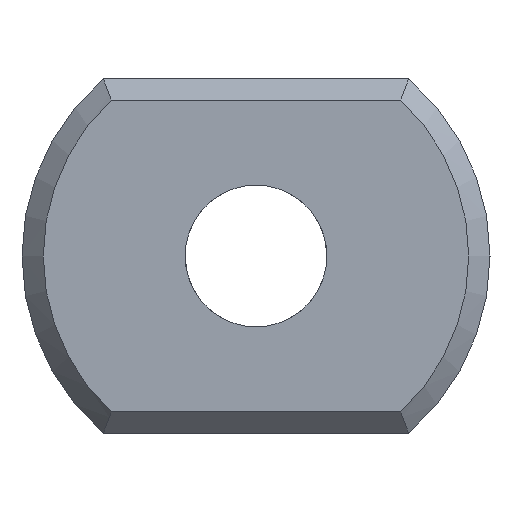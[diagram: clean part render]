
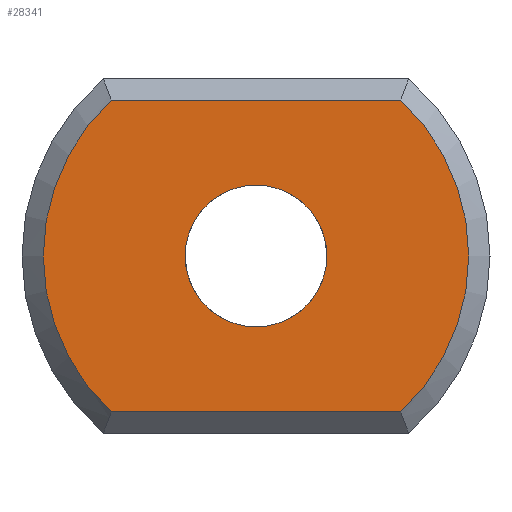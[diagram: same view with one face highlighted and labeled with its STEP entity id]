
A CAD part, left-side view. The second image highlights one B-rep face of the part: STEP entity #28341.
In plain terms, the highlighted planar face has unit normal (-1, 0, 0).
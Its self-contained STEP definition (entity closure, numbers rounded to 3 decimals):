
#128 = CONICAL_SURFACE('',#129,3.3,0.785);
#129 = AXIS2_PLACEMENT_3D('',#130,#131,#132);
#130 = CARTESIAN_POINT('',(0.3,0.,0.));
#131 = DIRECTION('',(1.,0.,0.));
#132 = DIRECTION('',(0.,-0.653,0.758)
  );
#214 = PLANE('',#215);
#215 = AXIS2_PLACEMENT_3D('',#216,#217,#218);
#216 = CARTESIAN_POINT('',(0.15,-2.154,2.35));
#217 = DIRECTION('',(0.707,0.,-0.707)
  );
#218 = DIRECTION('',(0.,-1.,0.));
#10377 = VERTEX_POINT('',#10378);
#10378 = CARTESIAN_POINT('',(0.,-2.04,2.2));
#10405 = VERTEX_POINT('',#10406);
#10406 = CARTESIAN_POINT('',(0.,-2.04,-2.2));
#10424 = PLANE('',#10425);
#10425 = AXIS2_PLACEMENT_3D('',#10426,#10427,#10428);
#10426 = CARTESIAN_POINT('',(0.15,-2.154,-2.35));
#10427 = DIRECTION('',(-0.707,0.,
    -0.707));
#10428 = DIRECTION('',(0.,-1.,0.));
#10436 = EDGE_CURVE('',#10377,#10405,#10437,.T.);
#10437 = SURFACE_CURVE('',#10438,(#10443,#10450),.PCURVE_S1.);
#10438 = CIRCLE('',#10439,3.);
#10439 = AXIS2_PLACEMENT_3D('',#10440,#10441,#10442);
#10440 = CARTESIAN_POINT('',(0.,0.,
    0.));
#10441 = DIRECTION('',(1.,0.,0.));
#10442 = DIRECTION('',(0.,-0.653,0.758
    ));
#10443 = PCURVE('',#128,#10444);
#10444 = DEFINITIONAL_REPRESENTATION('',(#10445),#10449);
#10445 = LINE('',#10446,#10447);
#10446 = CARTESIAN_POINT('',(0.,-0.3));
#10447 = VECTOR('',#10448,1.);
#10448 = DIRECTION('',(1.,-0.));
#10449 = ( GEOMETRIC_REPRESENTATION_CONTEXT(2) 
PARAMETRIC_REPRESENTATION_CONTEXT() REPRESENTATION_CONTEXT('2D SPACE',''
  ) );
#10450 = PCURVE('',#10451,#10456);
#10451 = PLANE('',#10452);
#10452 = AXIS2_PLACEMENT_3D('',#10453,#10454,#10455);
#10453 = CARTESIAN_POINT('',(0.,0.,
    0.));
#10454 = DIRECTION('',(1.,0.,0.));
#10455 = DIRECTION('',(0.,0.,1.));
#10456 = DEFINITIONAL_REPRESENTATION('',(#10457),#10461);
#10457 = CIRCLE('',#10458,3.);
#10458 = AXIS2_PLACEMENT_2D('',#10459,#10460);
#10459 = CARTESIAN_POINT('',(0.,0.));
#10460 = DIRECTION('',(0.758,0.653));
#10461 = ( GEOMETRIC_REPRESENTATION_CONTEXT(2) 
PARAMETRIC_REPRESENTATION_CONTEXT() REPRESENTATION_CONTEXT('2D SPACE',''
  ) );
#10785 = VERTEX_POINT('',#10786);
#10786 = CARTESIAN_POINT('',(0.,2.04,2.2));
#10801 = CONICAL_SURFACE('',#10802,3.3,0.785);
#10802 = AXIS2_PLACEMENT_3D('',#10803,#10804,#10805);
#10803 = CARTESIAN_POINT('',(0.3,0.,0.)
  );
#10804 = DIRECTION('',(1.,0.,0.));
#10805 = DIRECTION('',(0.,0.653,-0.758)
  );
#10816 = EDGE_CURVE('',#10377,#10785,#10817,.T.);
#10817 = SURFACE_CURVE('',#10818,(#10822,#10829),.PCURVE_S1.);
#10818 = LINE('',#10819,#10820);
#10819 = CARTESIAN_POINT('',(0.,-2.154,2.2));
#10820 = VECTOR('',#10821,1.);
#10821 = DIRECTION('',(0.,1.,0.));
#10822 = PCURVE('',#214,#10823);
#10823 = DEFINITIONAL_REPRESENTATION('',(#10824),#10828);
#10824 = LINE('',#10825,#10826);
#10825 = CARTESIAN_POINT('',(0.,0.212));
#10826 = VECTOR('',#10827,1.);
#10827 = DIRECTION('',(-1.,0.));
#10828 = ( GEOMETRIC_REPRESENTATION_CONTEXT(2) 
PARAMETRIC_REPRESENTATION_CONTEXT() REPRESENTATION_CONTEXT('2D SPACE',''
  ) );
#10829 = PCURVE('',#10451,#10830);
#10830 = DEFINITIONAL_REPRESENTATION('',(#10831),#10835);
#10831 = LINE('',#10832,#10833);
#10832 = CARTESIAN_POINT('',(2.2,2.154));
#10833 = VECTOR('',#10834,1.);
#10834 = DIRECTION('',(0.,-1.));
#10835 = ( GEOMETRIC_REPRESENTATION_CONTEXT(2) 
PARAMETRIC_REPRESENTATION_CONTEXT() REPRESENTATION_CONTEXT('2D SPACE',''
  ) );
#28341 = ADVANCED_FACE('',(#28342,#28391),#10451,.F.);
#28342 = FACE_BOUND('',#28343,.F.);
#28343 = EDGE_LOOP('',(#28344,#28368,#28369,#28370));
#28344 = ORIENTED_EDGE('',*,*,#28345,.T.);
#28345 = EDGE_CURVE('',#28346,#10785,#28348,.T.);
#28346 = VERTEX_POINT('',#28347);
#28347 = CARTESIAN_POINT('',(0.,2.04,-2.2));
#28348 = SURFACE_CURVE('',#28349,(#28354,#28361),.PCURVE_S1.);
#28349 = CIRCLE('',#28350,3.);
#28350 = AXIS2_PLACEMENT_3D('',#28351,#28352,#28353);
#28351 = CARTESIAN_POINT('',(0.,0.,
    0.));
#28352 = DIRECTION('',(1.,0.,0.));
#28353 = DIRECTION('',(0.,0.653,-0.758)
  );
#28354 = PCURVE('',#10451,#28355);
#28355 = DEFINITIONAL_REPRESENTATION('',(#28356),#28360);
#28356 = CIRCLE('',#28357,3.);
#28357 = AXIS2_PLACEMENT_2D('',#28358,#28359);
#28358 = CARTESIAN_POINT('',(0.,0.));
#28359 = DIRECTION('',(-0.758,-0.653));
#28360 = ( GEOMETRIC_REPRESENTATION_CONTEXT(2) 
PARAMETRIC_REPRESENTATION_CONTEXT() REPRESENTATION_CONTEXT('2D SPACE',''
  ) );
#28361 = PCURVE('',#10801,#28362);
#28362 = DEFINITIONAL_REPRESENTATION('',(#28363),#28367);
#28363 = LINE('',#28364,#28365);
#28364 = CARTESIAN_POINT('',(0.,-0.3));
#28365 = VECTOR('',#28366,1.);
#28366 = DIRECTION('',(1.,-0.));
#28367 = ( GEOMETRIC_REPRESENTATION_CONTEXT(2) 
PARAMETRIC_REPRESENTATION_CONTEXT() REPRESENTATION_CONTEXT('2D SPACE',''
  ) );
#28368 = ORIENTED_EDGE('',*,*,#10816,.F.);
#28369 = ORIENTED_EDGE('',*,*,#10436,.T.);
#28370 = ORIENTED_EDGE('',*,*,#28371,.T.);
#28371 = EDGE_CURVE('',#10405,#28346,#28372,.T.);
#28372 = SURFACE_CURVE('',#28373,(#28377,#28384),.PCURVE_S1.);
#28373 = LINE('',#28374,#28375);
#28374 = CARTESIAN_POINT('',(0.,-2.154,-2.2));
#28375 = VECTOR('',#28376,1.);
#28376 = DIRECTION('',(0.,1.,0.));
#28377 = PCURVE('',#10451,#28378);
#28378 = DEFINITIONAL_REPRESENTATION('',(#28379),#28383);
#28379 = LINE('',#28380,#28381);
#28380 = CARTESIAN_POINT('',(-2.2,2.154));
#28381 = VECTOR('',#28382,1.);
#28382 = DIRECTION('',(0.,-1.));
#28383 = ( GEOMETRIC_REPRESENTATION_CONTEXT(2) 
PARAMETRIC_REPRESENTATION_CONTEXT() REPRESENTATION_CONTEXT('2D SPACE',''
  ) );
#28384 = PCURVE('',#10424,#28385);
#28385 = DEFINITIONAL_REPRESENTATION('',(#28386),#28390);
#28386 = LINE('',#28387,#28388);
#28387 = CARTESIAN_POINT('',(0.,0.212));
#28388 = VECTOR('',#28389,1.);
#28389 = DIRECTION('',(-1.,0.));
#28390 = ( GEOMETRIC_REPRESENTATION_CONTEXT(2) 
PARAMETRIC_REPRESENTATION_CONTEXT() REPRESENTATION_CONTEXT('2D SPACE',''
  ) );
#28391 = FACE_BOUND('',#28392,.T.);
#28392 = EDGE_LOOP('',(#28393));
#28393 = ORIENTED_EDGE('',*,*,#28394,.T.);
#28394 = EDGE_CURVE('',#28395,#28395,#28397,.T.);
#28395 = VERTEX_POINT('',#28396);
#28396 = CARTESIAN_POINT('',(0.,1.,0.));
#28397 = SURFACE_CURVE('',#28398,(#28403,#28410),.PCURVE_S1.);
#28398 = CIRCLE('',#28399,1.);
#28399 = AXIS2_PLACEMENT_3D('',#28400,#28401,#28402);
#28400 = CARTESIAN_POINT('',(0.,0.,0.));
#28401 = DIRECTION('',(1.,0.,0.));
#28402 = DIRECTION('',(0.,1.,0.));
#28403 = PCURVE('',#10451,#28404);
#28404 = DEFINITIONAL_REPRESENTATION('',(#28405),#28409);
#28405 = CIRCLE('',#28406,1.);
#28406 = AXIS2_PLACEMENT_2D('',#28407,#28408);
#28407 = CARTESIAN_POINT('',(0.,0.));
#28408 = DIRECTION('',(0.,-1.));
#28409 = ( GEOMETRIC_REPRESENTATION_CONTEXT(2) 
PARAMETRIC_REPRESENTATION_CONTEXT() REPRESENTATION_CONTEXT('2D SPACE',''
  ) );
#28410 = PCURVE('',#28411,#28416);
#28411 = CYLINDRICAL_SURFACE('',#28412,1.);
#28412 = AXIS2_PLACEMENT_3D('',#28413,#28414,#28415);
#28413 = CARTESIAN_POINT('',(0.,0.,0.));
#28414 = DIRECTION('',(-1.,0.,0.));
#28415 = DIRECTION('',(0.,1.,0.));
#28416 = DEFINITIONAL_REPRESENTATION('',(#28417),#28421);
#28417 = LINE('',#28418,#28419);
#28418 = CARTESIAN_POINT('',(-0.,0.));
#28419 = VECTOR('',#28420,1.);
#28420 = DIRECTION('',(-1.,0.));
#28421 = ( GEOMETRIC_REPRESENTATION_CONTEXT(2) 
PARAMETRIC_REPRESENTATION_CONTEXT() REPRESENTATION_CONTEXT('2D SPACE',''
  ) );
